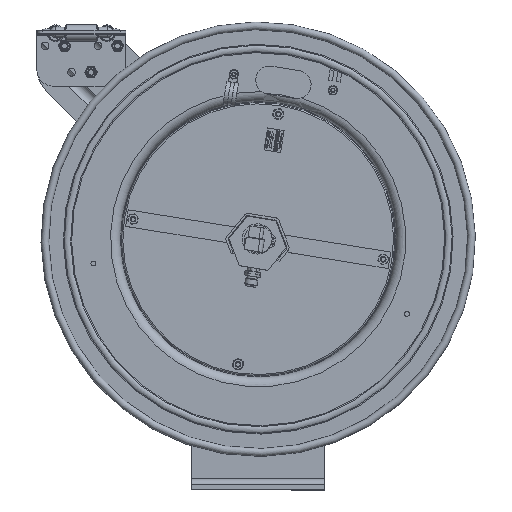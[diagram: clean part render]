
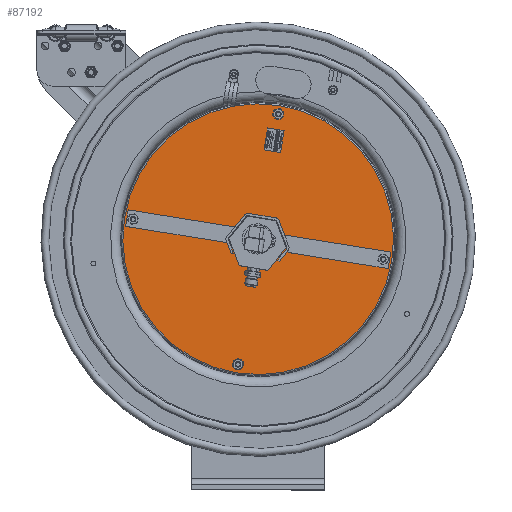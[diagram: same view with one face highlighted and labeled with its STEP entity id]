
A CAD part, top view. The second image highlights one B-rep face of the part: STEP entity #87192.
In plain terms, the highlighted planar face has unit normal (0, 0, 1).
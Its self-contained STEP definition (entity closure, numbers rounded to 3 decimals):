
#538=FACE_BOUND('',#9769,.T.);
#539=FACE_BOUND('',#9770,.T.);
#540=FACE_BOUND('',#9771,.T.);
#541=FACE_BOUND('',#9772,.T.);
#542=FACE_BOUND('',#9773,.T.);
#4704=PLANE('',#90791);
#6622=FACE_OUTER_BOUND('',#9768,.T.);
#9768=EDGE_LOOP('',(#65557));
#9769=EDGE_LOOP('',(#65558));
#9770=EDGE_LOOP('',(#65559));
#9771=EDGE_LOOP('',(#65560));
#9772=EDGE_LOOP('',(#65561));
#9773=EDGE_LOOP('',(#65562));
#33277=CIRCLE('',#90792,6.078);
#33278=CIRCLE('',#90793,0.655);
#33279=CIRCLE('',#90794,0.14);
#33280=CIRCLE('',#90795,0.14);
#33281=CIRCLE('',#90796,0.14);
#33282=CIRCLE('',#90797,0.14);
#37110=VERTEX_POINT('',#122388);
#37111=VERTEX_POINT('',#122390);
#37112=VERTEX_POINT('',#122392);
#37113=VERTEX_POINT('',#122394);
#37114=VERTEX_POINT('',#122396);
#37115=VERTEX_POINT('',#122398);
#49519=EDGE_CURVE('',#37110,#37110,#33277,.T.);
#49520=EDGE_CURVE('',#37111,#37111,#33278,.T.);
#49521=EDGE_CURVE('',#37112,#37112,#33279,.T.);
#49522=EDGE_CURVE('',#37113,#37113,#33280,.T.);
#49523=EDGE_CURVE('',#37114,#37114,#33281,.T.);
#49524=EDGE_CURVE('',#37115,#37115,#33282,.T.);
#65557=ORIENTED_EDGE('',*,*,#49519,.F.);
#65558=ORIENTED_EDGE('',*,*,#49520,.T.);
#65559=ORIENTED_EDGE('',*,*,#49521,.T.);
#65560=ORIENTED_EDGE('',*,*,#49522,.T.);
#65561=ORIENTED_EDGE('',*,*,#49523,.T.);
#65562=ORIENTED_EDGE('',*,*,#49524,.T.);
#87192=ADVANCED_FACE('',(#6622,#538,#539,#540,#541,#542),#4704,.T.);
#90791=AXIS2_PLACEMENT_3D('',#122387,#97775,#97776);
#90792=AXIS2_PLACEMENT_3D('',#122389,#97777,#97778);
#90793=AXIS2_PLACEMENT_3D('',#122391,#97779,#97780);
#90794=AXIS2_PLACEMENT_3D('',#122393,#97781,#97782);
#90795=AXIS2_PLACEMENT_3D('',#122395,#97783,#97784);
#90796=AXIS2_PLACEMENT_3D('',#122397,#97785,#97786);
#90797=AXIS2_PLACEMENT_3D('',#122399,#97787,#97788);
#97775=DIRECTION('center_axis',(0.,0.,
1.));
#97776=DIRECTION('ref_axis',(0.159,0.987,0.));
#97777=DIRECTION('center_axis',(0.,0.,
-1.));
#97778=DIRECTION('ref_axis',(0.159,0.987,0.));
#97779=DIRECTION('center_axis',(0.,0.,
-1.));
#97780=DIRECTION('ref_axis',(-0.159,-0.987,0.));
#97781=DIRECTION('center_axis',(0.,0.,
-1.));
#97782=DIRECTION('ref_axis',(0.159,0.987,0.));
#97783=DIRECTION('center_axis',(0.,0.,
-1.));
#97784=DIRECTION('ref_axis',(0.159,0.987,0.));
#97785=DIRECTION('center_axis',(0.,0.,
-1.));
#97786=DIRECTION('ref_axis',(0.159,0.987,0.));
#97787=DIRECTION('center_axis',(0.,0.,
-1.));
#97788=DIRECTION('ref_axis',(0.159,0.987,0.));
#122387=CARTESIAN_POINT('Origin',(0.,11.252,
4.935));
#122388=CARTESIAN_POINT('',(-0.965,5.251,4.935));
#122389=CARTESIAN_POINT('Origin',(0.,11.252,
4.935));
#122390=CARTESIAN_POINT('',(0.104,11.899,4.935));
#122391=CARTESIAN_POINT('Origin',(0.,11.252,
4.935));
#122392=CARTESIAN_POINT('',(0.925,17.005,4.935));
#122393=CARTESIAN_POINT('Origin',(0.903,16.867,4.935));
#122394=CARTESIAN_POINT('',(-0.881,5.775,4.935));
#122395=CARTESIAN_POINT('Origin',(-0.903,5.636,4.935));
#122396=CARTESIAN_POINT('',(-5.593,12.293,4.935));
#122397=CARTESIAN_POINT('Origin',(-5.615,12.155,4.935));
#122398=CARTESIAN_POINT('',(5.638,10.487,4.935));
#122399=CARTESIAN_POINT('Origin',(5.615,10.349,4.935));
